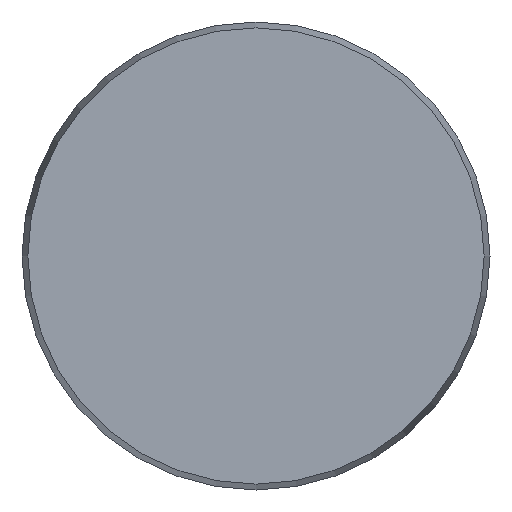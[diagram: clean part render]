
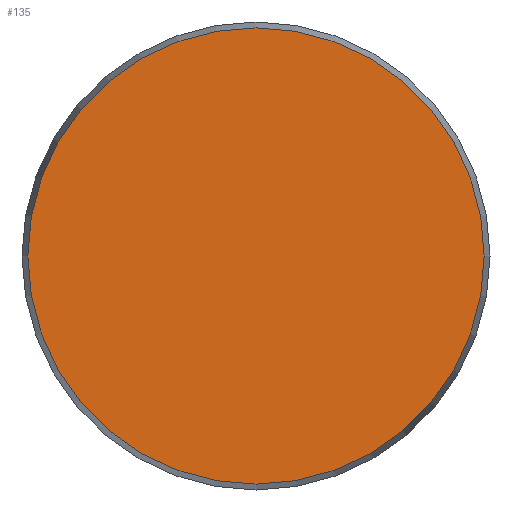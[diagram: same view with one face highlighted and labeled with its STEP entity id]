
A CAD part, front view. The second image highlights one B-rep face of the part: STEP entity #135.
In plain terms, the highlighted planar face has unit normal (0, -1, 0).
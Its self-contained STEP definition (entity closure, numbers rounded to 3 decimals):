
#135 = ADVANCED_FACE( '', ( #281 ), #282, .F. );
#281 = FACE_OUTER_BOUND( '', #488, .T. );
#282 = PLANE( '', #489 );
#488 = EDGE_LOOP( '', ( #762 ) );
#489 = AXIS2_PLACEMENT_3D( '', #763, #764, #765 );
#762 = ORIENTED_EDGE( '', *, *, #827, .T. );
#763 = CARTESIAN_POINT( '', ( 58.5, 0., 0. ) );
#764 = DIRECTION( '', ( 0., 1., 0. ) );
#765 = DIRECTION( '', ( 0., 0., 1. ) );
#827 = EDGE_CURVE( '', #962, #962, #963, .T. );
#962 = VERTEX_POINT( '', #1179 );
#963 = CIRCLE( '', #1180, 58.5 );
#1179 = CARTESIAN_POINT( '', ( 0., 0., -58.5 ) );
#1180 = AXIS2_PLACEMENT_3D( '', #1430, #1431, #1432 );
#1430 = CARTESIAN_POINT( '', ( 0., 0., 0. ) );
#1431 = DIRECTION( '', ( 0., -1., 0. ) );
#1432 = DIRECTION( '', ( 0., 0., -1. ) );
